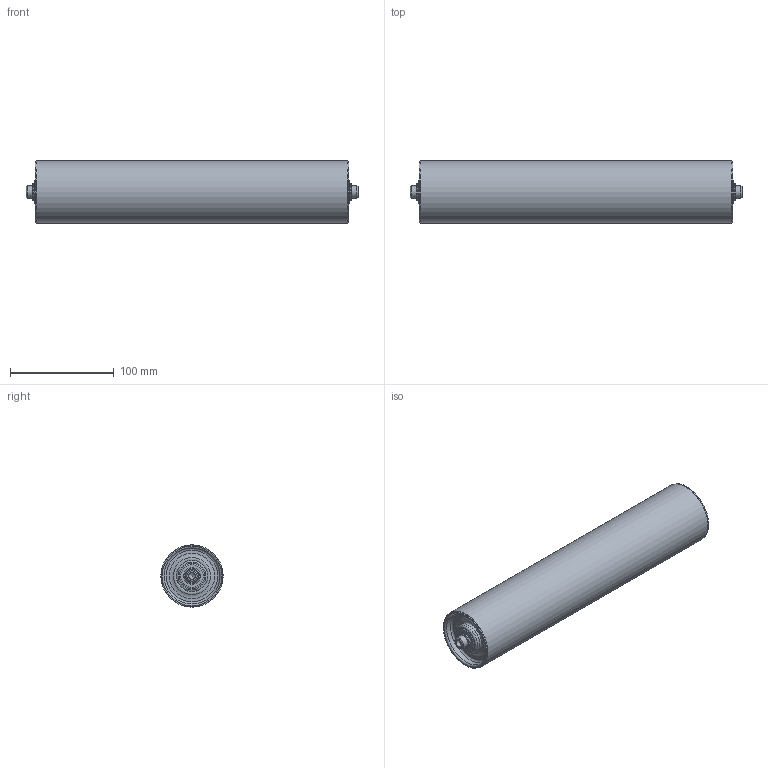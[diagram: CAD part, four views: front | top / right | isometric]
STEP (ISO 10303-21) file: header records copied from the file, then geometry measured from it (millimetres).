
FILE_DESCRIPTION((''),'2;1');
FILE_NAME('TR1_60x2,0_ST_A12_ML300_AL320_IGW.stp',('ALFOTEC GmbH'),(''),'Die Weitergabe, Vervielfaeltigung und Verwertung der technischen Zeichnung ist nur mit ausdruecklicher Einwilligung des Urhebers gestattet. Technische Aenderungen sowie bei Verstoessen Ansprueche auf Schadenersatz (auch fuer den Fall einer Patent-, Gebra');
FILE_SCHEMA(('CONFIG_CONTROL_DESIGN'));
Length unit declared in the file: millimetre
Products named in the file (1): TR1_60x2,0_ST_A12_ML300_AL320_glatt
Bounding box: 320 x 60 x 60 mm (x, y, z)
Volume: 829441.8 mm3; surface area: 68482.4 mm2
Topology: 1 solids, 1 shells, 59 faces, 109 edges, 66 vertices
Faces by surface type: torus 20, cylinder 17, plane 16, cone 6
Full cylindrical faces by diameter (mm): 6.647 x2, 12 x2, 12.15 x2, 12.2 x2, 16 x2, 30.1 x2, 53.9 x2, 59.5 x2, 60 x1
Entity records: 1223 total; most frequent: DIRECTION 236, CARTESIAN_POINT 176, AXIS2_PLACEMENT_3D 118, ORIENTED_EDGE 116, EDGE_LOOP 116, FACE_OUTER_BOUND 59, ADVANCED_FACE 59, VERTEX_POINT 58
